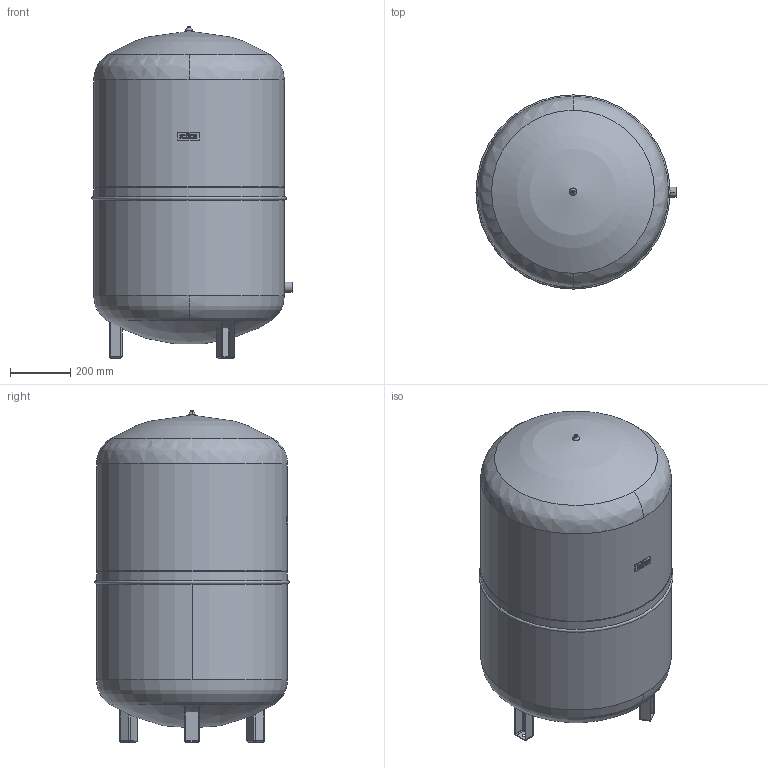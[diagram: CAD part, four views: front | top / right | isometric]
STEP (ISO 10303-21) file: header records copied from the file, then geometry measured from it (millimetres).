
FILE_DESCRIPTION((''),'2;1');
FILE_NAME('3d_N300_6bar_red-7215300.stp','2009-12-29T14:33:14',(''),(''),'Mechanical Desktop 2008','Mechanical Desktop 2008',', , ');
FILE_SCHEMA(('CONFIG_CONTROL_DESIGN'));
Length unit declared in the file: millimetre
Products named in the file (1): Product
Bounding box: 664.45 x 644.89 x 1102.25 mm (x, y, z)
Volume: 293415846.9 mm3; surface area: 3701875.4 mm2
Topology: 16 solids, 16 shells, 246 faces, 557 edges, 336 vertices
Faces by surface type: plane 100, cylinder 91, torus 23, bspline 16, cone 9, sphere 7
Full cylindrical faces by diameter (mm): 634 x1, 634.014 x1
Entity records: 7329 total; most frequent: CARTESIAN_POINT 1661, DIRECTION 1256, ORIENTED_EDGE 1082, EDGE_CURVE 541, AXIS2_PLACEMENT_3D 484, VERTEX_POINT 335, VECTOR 288, LINE 288
